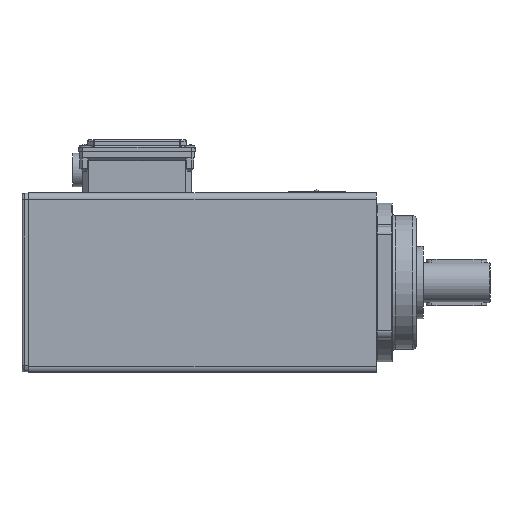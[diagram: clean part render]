
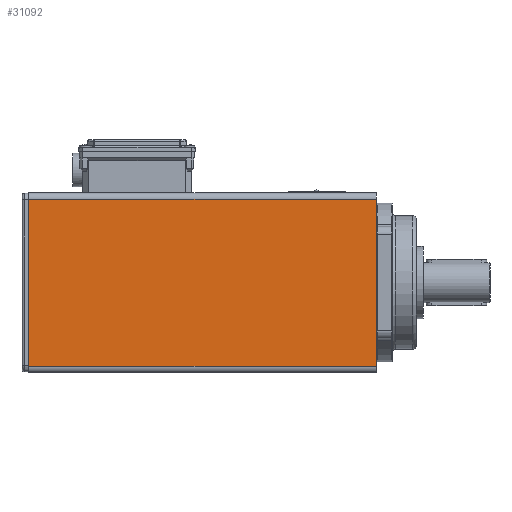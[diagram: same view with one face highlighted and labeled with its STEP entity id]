
A CAD part, left-side view. The second image highlights one B-rep face of the part: STEP entity #31092.
In plain terms, the highlighted planar face has unit normal (-1, 0, 0).
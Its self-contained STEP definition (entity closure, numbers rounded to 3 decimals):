
#2943=PLANE('',#33106);
#5610=VECTOR('',#37432,1.);
#5728=VECTOR('',#37792,1.);
#5729=VECTOR('',#37794,1.);
#5730=VECTOR('',#37795,1.);
#8155=LINE('',#52389,#5610);
#8273=LINE('',#52748,#5728);
#8274=LINE('',#52750,#5729);
#8275=LINE('',#52752,#5730);
#11133=VERTEX_POINT('',#52388);
#11134=VERTEX_POINT('',#52390);
#11235=VERTEX_POINT('',#52747);
#11236=VERTEX_POINT('',#52751);
#16190=EDGE_CURVE('',#11134,#11133,#8155,.T.);
#16372=EDGE_CURVE('',#11133,#11235,#8273,.T.);
#16373=EDGE_CURVE('',#11236,#11235,#8274,.T.);
#16374=EDGE_CURVE('',#11236,#11134,#8275,.T.);
#23502=ORIENTED_EDGE('',*,*,#16190,.T.);
#23503=ORIENTED_EDGE('',*,*,#16372,.T.);
#23504=ORIENTED_EDGE('',*,*,#16373,.F.);
#23505=ORIENTED_EDGE('',*,*,#16374,.T.);
#27506=EDGE_LOOP('',(#23502,#23503,#23504,#23505));
#29336=FACE_BOUND('',#27506,.T.);
#31092=ADVANCED_FACE('',(#29336),#2943,.T.);
#33106=AXIS2_PLACEMENT_3D('',#52749,#37793,$);
#37432=DIRECTION('',(0.,0.,-1.));
#37792=DIRECTION('',(0.,-1.,0.));
#37793=DIRECTION('',(-1.,0.,0.));
#37794=DIRECTION('',(0.,0.,-1.));
#37795=DIRECTION('',(0.,1.,0.));
#52388=CARTESIAN_POINT('',(-60.4,260.,-62.75));
#52389=CARTESIAN_POINT('',(-60.4,260.,62.25));
#52390=CARTESIAN_POINT('',(-60.4,260.,62.25));
#52747=CARTESIAN_POINT('',(-60.4,0.,-62.75));
#52748=CARTESIAN_POINT('',(-60.4,260.,-62.75));
#52749=CARTESIAN_POINT('',(-60.4,260.,67.25));
#52750=CARTESIAN_POINT('',(-60.4,0.,62.25));
#52751=CARTESIAN_POINT('',(-60.4,0.,62.25));
#52752=CARTESIAN_POINT('',(-60.4,0.,62.25));
